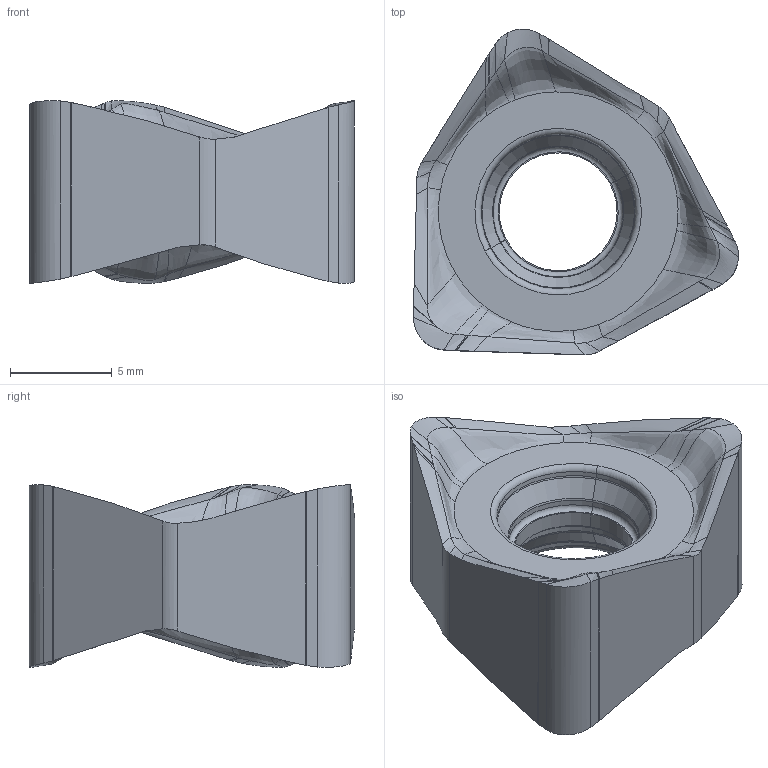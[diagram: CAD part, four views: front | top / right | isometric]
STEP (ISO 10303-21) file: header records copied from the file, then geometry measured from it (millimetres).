
FILE_DESCRIPTION(/* description */ (''),/* implementation_level */ '2;1');
FILE_NAME(/* name */ '6NMU1409160PNER-R.stp',/* time_stamp */ '2022-07-29T09:24:06+09:00',/* author */ (''),/* organization */ (''),/* preprocessor_version */ 'ST-DEVELOPER v16',/* originating_system */ 'SIEMENS PLM Software NX 10.0',/* authorisation */ '');
FILE_SCHEMA (('AUTOMOTIVE_DESIGN { 1 0 10303 214 3 1 1 1 }'));
Length unit declared in the file: inch
Products named in the file (1): 6NMU1409160PNER-R
Bounding box: 16 x 16.03 x 9 mm (x, y, z)
Volume: 854.4 mm3; surface area: 797.3 mm2
Topology: 1 solids, 1 shells, 163 faces, 424 edges, 304 vertices
Faces by surface type: bspline 105, plane 16, torus 16, cylinder 14, cone 12
Entity records: 18024 total; most frequent: CARTESIAN_POINT 14814, ORIENTED_EDGE 774, EDGE_CURVE 387, DIRECTION 321, B_SPLINE_CURVE_WITH_KNOTS 279, VERTEX_POINT 228, EDGE_LOOP 167, ADVANCED_FACE 163
